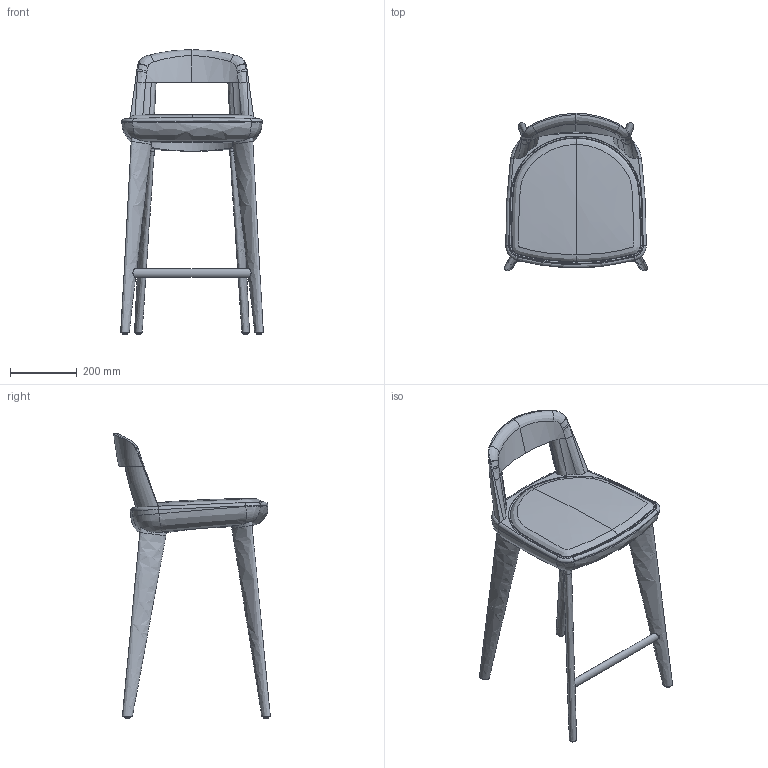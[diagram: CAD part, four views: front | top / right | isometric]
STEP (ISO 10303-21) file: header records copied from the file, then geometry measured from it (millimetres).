
FILE_DESCRIPTION(/* description */ (''),/* implementation_level */ '2;1');
FILE_NAME(/* name */ 'Brutus_CB-472_3D',/* time_stamp */ '2025-08-26T20:14:15+02:00',/* author */ (''),/* organization */ (''),/* preprocessor_version */ 'ST-DEVELOPER v16.5',/* originating_system */ 'Rhino 7.34',/* authorisation */ '');
FILE_SCHEMA (('AUTOMOTIVE_DESIGN'));
Length unit declared in the file: centimetre
Products named in the file (1): Document
Bounding box: 426.42 x 468.63 x 850.51 mm (x, y, z)
Volume: 10871124.6 mm3; surface area: 1093200.1 mm2
Topology: 19 solids, 19 shells, 151 faces, 294 edges, 181 vertices
Faces by surface type: bspline 90, plane 43, cylinder 18
Full cylindrical faces by diameter (mm): 5 x1, 13 x4, 16 x4, 286.494 x1
Entity records: 19216 total; most frequent: CARTESIAN_POINT 17193, ORIENTED_EDGE 580, EDGE_CURVE 290, VERTEX_POINT 179, EDGE_LOOP 157, ADVANCED_FACE 151, FACE_OUTER_BOUND 151, B_SPLINE_CURVE_WITH_KNOTS 81
